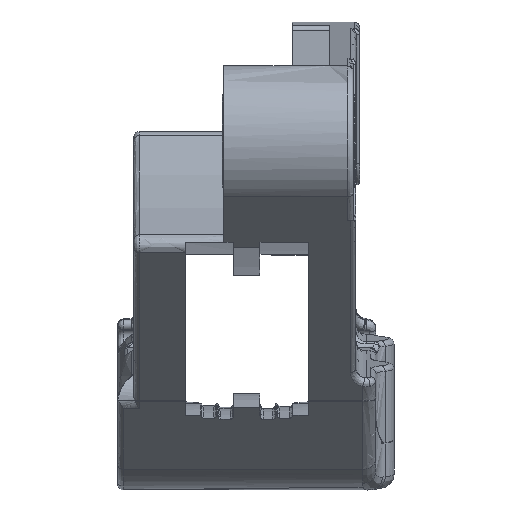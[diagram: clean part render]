
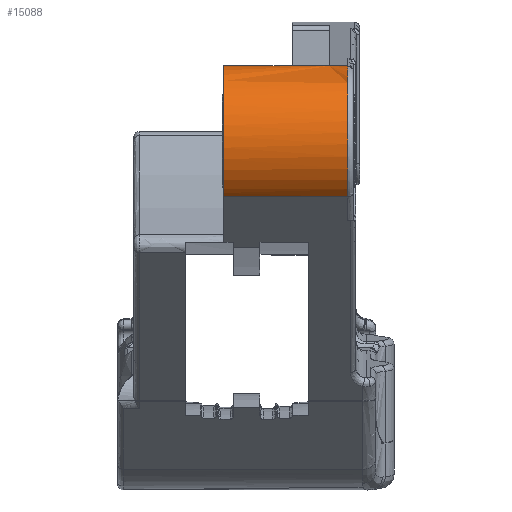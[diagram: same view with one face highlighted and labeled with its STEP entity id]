
A CAD part, top view. The second image highlights one B-rep face of the part: STEP entity #15088.
In plain terms, the highlighted free-form (B-spline) face has degree [2, 1] with [5, 2] control points.
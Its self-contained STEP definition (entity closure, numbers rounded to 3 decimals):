
#9380 = VERTEX_POINT('',#9381);
#9381 = CARTESIAN_POINT('',(111.713,-92.471,
    -512.687));
#9386 = EDGE_CURVE('',#9387,#9380,#9389,.T.);
#9387 = VERTEX_POINT('',#9388);
#9388 = CARTESIAN_POINT('',(142.062,-92.471,
    -512.687));
#9389 = B_SPLINE_CURVE_WITH_KNOTS('',1,(#9390,#9391),.UNSPECIFIED.,.F.,
  .F.,(2,2),(0.,23.5),.PIECEWISE_BEZIER_KNOTS.);
#9390 = CARTESIAN_POINT('',(142.062,-92.471,
    -512.687));
#9391 = CARTESIAN_POINT('',(111.713,-92.471,
    -512.687));
#13515 = VERTEX_POINT('',#13516);
#13516 = CARTESIAN_POINT('',(137.542,-60.447,
    -523.381));
#13521 = EDGE_CURVE('',#13522,#13515,#13524,.T.);
#13522 = VERTEX_POINT('',#13523);
#13523 = CARTESIAN_POINT('',(142.062,-60.447,
    -523.381));
#13524 = B_SPLINE_CURVE_WITH_KNOTS('',1,(#13525,#13526),.UNSPECIFIED.,
  .F.,.F.,(2,2),(0.,3.5),.PIECEWISE_BEZIER_KNOTS.);
#13525 = CARTESIAN_POINT('',(142.062,-60.447,
    -523.381));
#13526 = CARTESIAN_POINT('',(137.542,-60.447,
    -523.381));
#13707 = EDGE_CURVE('',#13708,#13515,#13710,.T.);
#13708 = VERTEX_POINT('',#13709);
#13709 = CARTESIAN_POINT('',(137.542,-61.681,
    -531.79));
#13710 = ( BOUNDED_CURVE() B_SPLINE_CURVE(2,(#13711,#13712,#13713),
.UNSPECIFIED.,.F.,.F.) B_SPLINE_CURVE_WITH_KNOTS((3,3),(0.,
0.466),.PIECEWISE_BEZIER_KNOTS.) CURVE() 
GEOMETRIC_REPRESENTATION_ITEM() RATIONAL_B_SPLINE_CURVE((1.,
0.973,1.)) REPRESENTATION_ITEM('') );
#13711 = CARTESIAN_POINT('',(137.542,-61.681,
    -531.79));
#13712 = CARTESIAN_POINT('',(137.542,-60.066,
    -527.732));
#13713 = CARTESIAN_POINT('',(137.542,-60.447,
    -523.381));
#14364 = EDGE_CURVE('',#14365,#13708,#14367,.T.);
#14365 = VERTEX_POINT('',#14366);
#14366 = CARTESIAN_POINT('',(111.713,-61.681,
    -531.79));
#14367 = B_SPLINE_CURVE_WITH_KNOTS('',1,(#14368,#14369),.UNSPECIFIED.,
  .F.,.F.,(2,2),(0.,20.),.PIECEWISE_BEZIER_KNOTS.);
#14368 = CARTESIAN_POINT('',(111.713,-61.681,
    -531.79));
#14369 = CARTESIAN_POINT('',(137.542,-61.681,
    -531.79));
#15088 = ADVANCED_FACE('',(#15089),#15109,.T.);
#15089 = FACE_BOUND('',#15090,.T.);
#15090 = EDGE_LOOP('',(#15091,#15092,#15093,#15094,#15102,#15103));
#15091 = ORIENTED_EDGE('',*,*,#13521,.T.);
#15092 = ORIENTED_EDGE('',*,*,#13707,.F.);
#15093 = ORIENTED_EDGE('',*,*,#14364,.F.);
#15094 = ORIENTED_EDGE('',*,*,#15095,.T.);
#15095 = EDGE_CURVE('',#14365,#9380,#15096,.T.);
#15096 = ( BOUNDED_CURVE() B_SPLINE_CURVE(2,(#15097,#15098,#15099,#15100
,#15101),.UNSPECIFIED.,.F.,.F.) B_SPLINE_CURVE_WITH_KNOTS((3,2,3),(0.,
1.394,2.789),.PIECEWISE_BEZIER_KNOTS.) CURVE() 
GEOMETRIC_REPRESENTATION_ITEM() RATIONAL_B_SPLINE_CURVE((1.,
0.767,1.,0.767,1.)) REPRESENTATION_ITEM('') );
#15097 = CARTESIAN_POINT('',(111.713,-61.681,
    -531.79));
#15098 = CARTESIAN_POINT('',(111.713,-55.982,
    -517.472));
#15099 = CARTESIAN_POINT('',(111.713,-69.077,
    -509.347));
#15100 = CARTESIAN_POINT('',(111.713,-82.173,
    -501.222));
#15101 = CARTESIAN_POINT('',(111.713,-92.471,
    -512.687));
#15102 = ORIENTED_EDGE('',*,*,#9386,.F.);
#15103 = ORIENTED_EDGE('',*,*,#15104,.T.);
#15104 = EDGE_CURVE('',#9387,#13522,#15105,.T.);
#15105 = ( BOUNDED_CURVE() B_SPLINE_CURVE(2,(#15106,#15107,#15108),
.UNSPECIFIED.,.F.,.F.) B_SPLINE_CURVE_WITH_KNOTS((3,3),(0.,
2.322),.PIECEWISE_BEZIER_KNOTS.) CURVE() 
GEOMETRIC_REPRESENTATION_ITEM() RATIONAL_B_SPLINE_CURVE((1.,
0.398,1.)) REPRESENTATION_ITEM('') );
#15106 = CARTESIAN_POINT('',(142.062,-92.471,
    -512.687));
#15107 = CARTESIAN_POINT('',(142.062,-64.141,
    -481.149));
#15108 = CARTESIAN_POINT('',(142.062,-60.447,
    -523.381));
#15109 = ( BOUNDED_SURFACE() B_SPLINE_SURFACE(2,1,(
    (#15110,#15111)
    ,(#15112,#15113)
    ,(#15114,#15115)
    ,(#15116,#15117)
    ,(#15118,#15119
)),.UNSPECIFIED.,.F.,.F.,.F.) B_SPLINE_SURFACE_WITH_KNOTS((3,2,3),(2,2),
  (1.192,2.586,3.981),(-25.,-1.5),
.PIECEWISE_BEZIER_KNOTS.) GEOMETRIC_REPRESENTATION_ITEM() 
RATIONAL_B_SPLINE_SURFACE((
    (1.,1.)
    ,(0.767,0.767)
    ,(1.,1.)
    ,(0.767,0.767)
,(1.,1.))) REPRESENTATION_ITEM('') SURFACE() );
#15110 = CARTESIAN_POINT('',(111.713,-61.681,
    -531.79));
#15111 = CARTESIAN_POINT('',(142.062,-61.681,
    -531.79));
#15112 = CARTESIAN_POINT('',(111.713,-55.982,
    -517.472));
#15113 = CARTESIAN_POINT('',(142.062,-55.982,
    -517.472));
#15114 = CARTESIAN_POINT('',(111.713,-69.077,
    -509.347));
#15115 = CARTESIAN_POINT('',(142.062,-69.077,
    -509.347));
#15116 = CARTESIAN_POINT('',(111.713,-82.173,
    -501.222));
#15117 = CARTESIAN_POINT('',(142.062,-82.173,
    -501.222));
#15118 = CARTESIAN_POINT('',(111.713,-92.471,
    -512.687));
#15119 = CARTESIAN_POINT('',(142.062,-92.471,
    -512.687));
